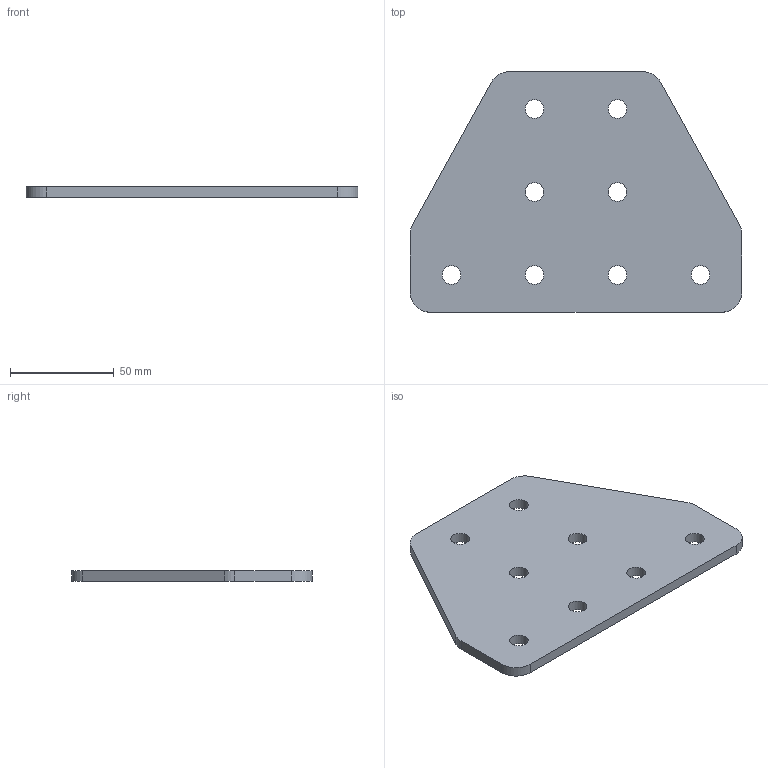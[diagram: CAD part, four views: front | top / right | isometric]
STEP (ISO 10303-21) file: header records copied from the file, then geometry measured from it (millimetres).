
FILE_DESCRIPTION(/* description */ ('Fill in description.'),/* implementation_level */ '2;1');
FILE_NAME(/* name */ 'T-CONN 2TO1 [116 160 5] 40 H5 D8-5.stp',/* time_stamp */ '2016-10-12T11:21:02+02:00',/* author */ ('Richard'),/* organization */ (''),/* preprocessor_version */ 'ST-DEVELOPER v16.1',/* originating_system */ 'Autodesk Inventor 2016',/* authorisation */ 'Auth.');
FILE_SCHEMA (('AUTOMOTIVE_DESIGN { 1 0 10303 214 3 1 1 }'));
Length unit declared in the file: millimetre
Products named in the file (1): T-CONN 2TO1 [116 160 5] 40 H5 D8-5
Bounding box: 160 x 116 x 5 mm (x, y, z)
Volume: 74018.3 mm3; surface area: 33131.2 mm2
Topology: 1 solids, 1 shells, 22 faces, 60 edges, 40 vertices
Faces by surface type: cylinder 14, plane 8
Full cylindrical faces by diameter (mm): 9 x8
Entity records: 728 total; most frequent: DIRECTION 126, CARTESIAN_POINT 115, ORIENTED_EDGE 104, EDGE_CURVE 52, AXIS2_PLACEMENT_3D 51, EDGE_LOOP 46, VERTEX_POINT 40, CIRCLE 28
